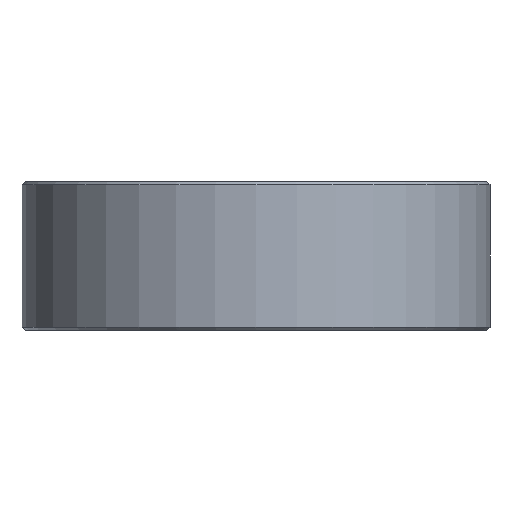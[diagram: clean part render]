
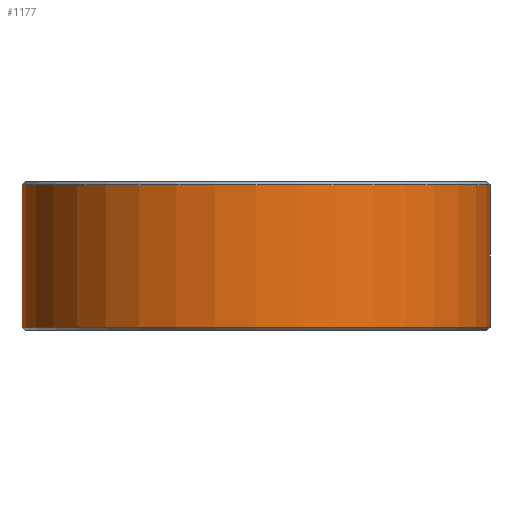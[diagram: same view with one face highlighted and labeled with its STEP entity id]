
A CAD part, front view. The second image highlights one B-rep face of the part: STEP entity #1177.
In plain terms, the highlighted cylindrical face has radius 11.04 mm (diameter 22.08 mm), a partial arc.
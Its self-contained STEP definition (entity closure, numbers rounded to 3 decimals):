
#74 = LINE ( 'NONE', #911, #932 ) ;
#84 = VERTEX_POINT ( 'NONE', #1065 ) ;
#110 = EDGE_LOOP ( 'NONE', ( #222, #1000, #121, #138 ) ) ;
#121 = ORIENTED_EDGE ( 'NONE', *, *, #937, .T. ) ;
#138 = ORIENTED_EDGE ( 'NONE', *, *, #193, .F. ) ;
#174 = DIRECTION ( 'NONE',  ( 0., 0., -1. ) ) ;
#191 = CARTESIAN_POINT ( 'NONE',  ( -11.04, 0., 6.85 ) ) ;
#193 = EDGE_CURVE ( 'NONE', #715, #541, #1222, .T. ) ;
#222 = ORIENTED_EDGE ( 'NONE', *, *, #382, .F. ) ;
#223 = DIRECTION ( 'NONE',  ( 1., 0., 0. ) ) ;
#284 = DIRECTION ( 'NONE',  ( 1., 0., 0. ) ) ;
#286 = VERTEX_POINT ( 'NONE', #579 ) ;
#354 = DIRECTION ( 'NONE',  ( 0., 0., 1. ) ) ;
#382 = EDGE_CURVE ( 'NONE', #84, #715, #1230, .T. ) ;
#432 = DIRECTION ( 'NONE',  ( 0., 0., 1. ) ) ;
#441 = CARTESIAN_POINT ( 'NONE',  ( 0., 0., 0. ) ) ;
#478 = CIRCLE ( 'NONE', #868, 11.04 ) ;
#541 = VERTEX_POINT ( 'NONE', #1117 ) ;
#555 = AXIS2_PLACEMENT_3D ( 'NONE', #441, #432, #651 ) ;
#579 = CARTESIAN_POINT ( 'NONE',  ( 11.04, 0., 0.15 ) ) ;
#593 = CYLINDRICAL_SURFACE ( 'NONE', #555, 11.04 ) ;
#642 = DIRECTION ( 'NONE',  ( 0., 0., 1. ) ) ;
#651 = DIRECTION ( 'NONE',  ( 1., 0., 0. ) ) ;
#715 = VERTEX_POINT ( 'NONE', #191 ) ;
#723 = CARTESIAN_POINT ( 'NONE',  ( 0., 0., 6.85 ) ) ;
#804 = DIRECTION ( 'NONE',  ( 0., 0., 1. ) ) ;
#865 = EDGE_CURVE ( 'NONE', #286, #84, #478, .T. ) ;
#868 = AXIS2_PLACEMENT_3D ( 'NONE', #1157, #174, #284 ) ;
#875 = AXIS2_PLACEMENT_3D ( 'NONE', #723, #804, #223 ) ;
#911 = CARTESIAN_POINT ( 'NONE',  ( 11.04, 0., 0. ) ) ;
#932 = VECTOR ( 'NONE', #642, 1000. ) ;
#937 = EDGE_CURVE ( 'NONE', #286, #541, #74, .T. ) ;
#1000 = ORIENTED_EDGE ( 'NONE', *, *, #865, .F. ) ;
#1040 = FACE_OUTER_BOUND ( 'NONE', #110, .T. ) ;
#1065 = CARTESIAN_POINT ( 'NONE',  ( -11.04, 0., 0.15 ) ) ;
#1117 = CARTESIAN_POINT ( 'NONE',  ( 11.04, 0., 6.85 ) ) ;
#1144 = CARTESIAN_POINT ( 'NONE',  ( -11.04, 0., 0. ) ) ;
#1157 = CARTESIAN_POINT ( 'NONE',  ( 0., 0., 0.15 ) ) ;
#1177 = ADVANCED_FACE ( 'NONE', ( #1040 ), #593, .T. ) ;
#1207 = VECTOR ( 'NONE', #354, 1000. ) ;
#1222 = CIRCLE ( 'NONE', #875, 11.04 ) ;
#1230 = LINE ( 'NONE', #1144, #1207 ) ;
